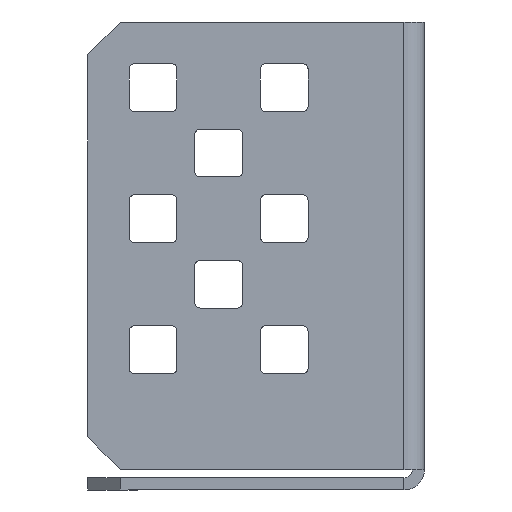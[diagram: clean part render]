
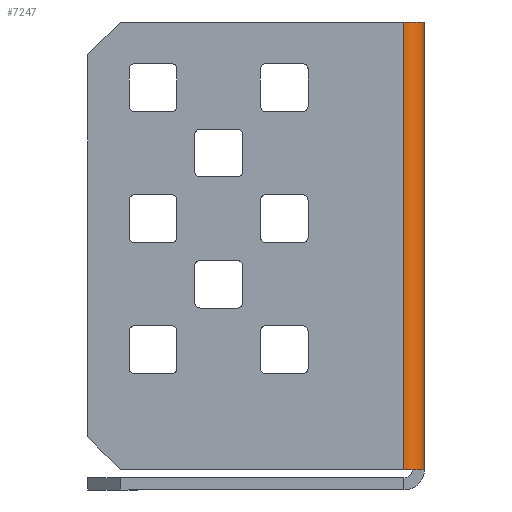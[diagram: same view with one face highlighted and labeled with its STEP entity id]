
A CAD part, left-side view. The second image highlights one B-rep face of the part: STEP entity #7247.
In plain terms, the highlighted cylindrical face has radius 1.981 mm (diameter 3.962 mm), a partial arc.
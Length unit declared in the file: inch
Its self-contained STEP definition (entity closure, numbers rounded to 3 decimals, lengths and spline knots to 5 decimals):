
#726=CYLINDRICAL_SURFACE('',#7663,0.078);
#997=CIRCLE('',#7664,0.078);
#998=CIRCLE('',#7665,0.078);
#1481=FACE_OUTER_BOUND('',#1829,.T.);
#1829=EDGE_LOOP('',(#5434,#5435,#5436,#5437));
#2172=LINE('',#10698,#2830);
#2305=LINE('',#11083,#2963);
#2830=VECTOR('',#8383,1.7068);
#2963=VECTOR('',#8752,1.7068);
#3484=VERTEX_POINT('',#10690);
#3487=VERTEX_POINT('',#10696);
#3620=VERTEX_POINT('',#11081);
#3621=VERTEX_POINT('',#11082);
#4124=EDGE_CURVE('',#3484,#3487,#2172,.T.);
#4321=EDGE_CURVE('',#3620,#3621,#2305,.T.);
#4322=EDGE_CURVE('',#3484,#3621,#997,.T.);
#4323=EDGE_CURVE('',#3620,#3487,#998,.T.);
#5434=ORIENTED_EDGE('',*,*,#4321,.T.);
#5435=ORIENTED_EDGE('',*,*,#4322,.F.);
#5436=ORIENTED_EDGE('',*,*,#4124,.T.);
#5437=ORIENTED_EDGE('',*,*,#4323,.F.);
#7247=ADVANCED_FACE('',(#1481),#726,.T.);
#7663=AXIS2_PLACEMENT_3D('',#11080,#8750,#8751);
#7664=AXIS2_PLACEMENT_3D('',#11084,#8753,#8754);
#7665=AXIS2_PLACEMENT_3D('',#11085,#8755,#8756);
#8383=DIRECTION('',(0.,0.,-1.));
#8750=DIRECTION('center_axis',(0.,0.,1.));
#8751=DIRECTION('ref_axis',(-1.,0.,0.));
#8752=DIRECTION('',(0.,0.,1.));
#8753=DIRECTION('center_axis',(0.,0.,1.));
#8754=DIRECTION('ref_axis',(1.,0.,0.));
#8755=DIRECTION('center_axis',(0.,0.,-1.));
#8756=DIRECTION('ref_axis',(1.,0.,0.));
#10690=CARTESIAN_POINT('',(-1.0348,0.078,0.8534));
#10696=CARTESIAN_POINT('',(-1.0348,0.078,-0.8534));
#10698=CARTESIAN_POINT('',(-1.0348,0.078,0.8534));
#11080=CARTESIAN_POINT('Origin',(-0.9568,0.078,0.8534));
#11081=CARTESIAN_POINT('',(-0.9568,0.,-0.8534));
#11082=CARTESIAN_POINT('',(-0.9568,0.,0.8534));
#11083=CARTESIAN_POINT('',(-0.9568,0.,-0.8534));
#11084=CARTESIAN_POINT('Origin',(-0.9568,0.078,0.8534));
#11085=CARTESIAN_POINT('Origin',(-0.9568,0.078,-0.8534));
